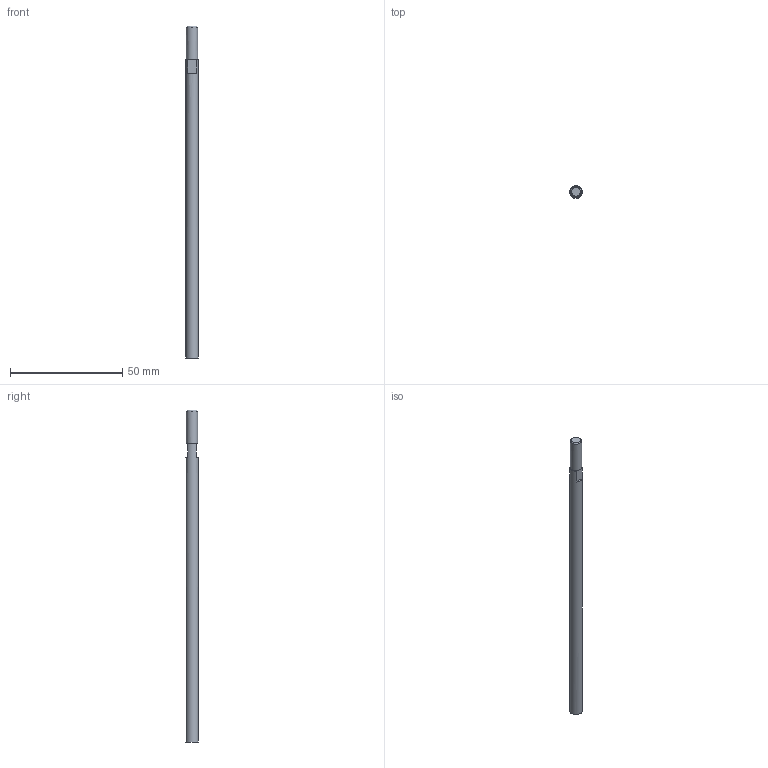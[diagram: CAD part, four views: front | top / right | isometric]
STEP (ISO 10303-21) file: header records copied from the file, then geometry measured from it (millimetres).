
FILE_DESCRIPTION(/* description */ (''),/* implementation_level */ '2;1');
FILE_NAME(/* name */ 'PistonRod_ipt_a80189e2.STEP',/* time_stamp */ '2021-10-31T16:32:34+02:00',/* author */ ('Mohamed Teleb'),/* organization */ (''),/* preprocessor_version */ 'ST-DEVELOPER v17',/* originating_system */ 'Autodesk Inventor 2019',/* authorisation */ '');
FILE_SCHEMA (('AUTOMOTIVE_DESIGN { 1 0 10303 214 3 1 1 }'));
Length unit declared in the file: millimetre
Products named in the file (1): PistonRod
Bounding box: 5.5 x 5.5 x 148 mm (x, y, z)
Volume: 3429.2 mm3; surface area: 2574.2 mm2
Topology: 1 solids, 1 shells, 20 faces, 49 edges, 31 vertices
Faces by surface type: plane 11, cone 7, cylinder 2
Full cylindrical faces by diameter (mm): 5 x1, 5.5 x1
Entity records: 626 total; most frequent: CARTESIAN_POINT 129, ORIENTED_EDGE 98, DIRECTION 96, EDGE_CURVE 49, AXIS2_PLACEMENT_3D 40, VERTEX_POINT 31, FACE_OUTER_BOUND 20, EDGE_LOOP 20
